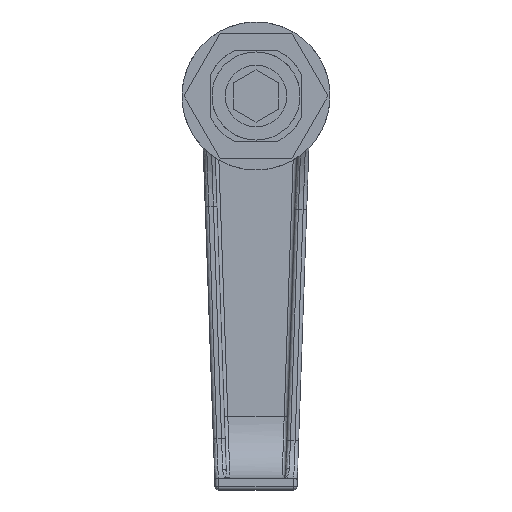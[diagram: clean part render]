
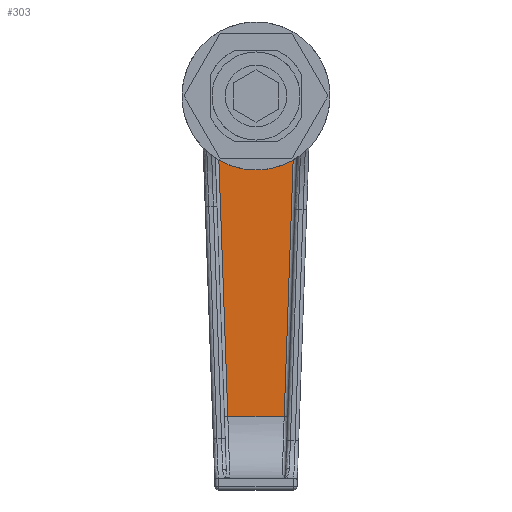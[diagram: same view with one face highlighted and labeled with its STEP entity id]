
A CAD part, front view. The second image highlights one B-rep face of the part: STEP entity #303.
In plain terms, the highlighted planar face has unit normal (0, -1, 0).
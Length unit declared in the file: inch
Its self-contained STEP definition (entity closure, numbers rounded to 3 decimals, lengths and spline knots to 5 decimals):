
#10 = LINE ( 'NONE', #6250, #4495 ) ;
#141 = PLANE ( 'NONE',  #6020 ) ;
#157 = CARTESIAN_POINT ( 'NONE',  ( 0., 1.4, -0.495 ) ) ;
#183 = CARTESIAN_POINT ( 'NONE',  ( -0.32208, 1.4, -0.37589 ) ) ;
#239 = LINE ( 'NONE', #2976, #4518 ) ;
#247 = B_SPLINE_CURVE_WITH_KNOTS ( 'NONE', 3,
 ( #1373, #2951, #3474, #2972, #3973, #4457, #5530, #1353, #871, #4977, #2991, #5565, #375, #1909, #4498, #6511, #3954, #2909, #4477, #354, #1392, #4998, #1412, #3994 ),
 .UNSPECIFIED., .F., .F.,
 ( 4, 1, 1, 1, 2, 2, 1, 1, 1, 2, 2, 1, 1, 2, 2, 4 ),
 ( 0., 0.0625, 0.09375, 0.10937, 0.11719, 0.125, 0.1875, 0.21875, 0.23438, 0.24219, 0.25, 0.3125, 0.34375, 0.35938, 0.375, 0.5 ),
 .UNSPECIFIED. ) ;
#303 = ADVANCED_FACE ( 'NONE', ( #2418 ), #141, .T. ) ;
#354 = CARTESIAN_POINT ( 'NONE',  ( 0.09812, 1.4, -0.48519 ) ) ;
#375 = CARTESIAN_POINT ( 'NONE',  ( 0.18377, 1.4, -0.45963 ) ) ;
#650 = CARTESIAN_POINT ( 'NONE',  ( -0.03803, 1.4, -0.49395 ) ) ;
#871 = CARTESIAN_POINT ( 'NONE',  ( 0.24255, 1.4, -0.43175 ) ) ;
#1117 = CARTESIAN_POINT ( 'NONE',  ( -0.30106, 1.4, -0.3939 ) ) ;
#1143 = CARTESIAN_POINT ( 'NONE',  ( -0.24403, 1.4, -0.43069 ) ) ;
#1180 = CARTESIAN_POINT ( 'NONE',  ( 0.465, 1.4, 0. ) ) ;
#1353 = CARTESIAN_POINT ( 'NONE',  ( 0.25653, 1.4, -0.42334 ) ) ;
#1373 = CARTESIAN_POINT ( 'NONE',  ( 0.32208, 1.4, -0.37589 ) ) ;
#1392 = CARTESIAN_POINT ( 'NONE',  ( 0.0945, 1.4, -0.48591 ) ) ;
#1412 = CARTESIAN_POINT ( 'NONE',  ( 0.0305, 1.4, -0.495 ) ) ;
#1594 = CARTESIAN_POINT ( 'NONE',  ( -0.32208, 1.4, -0.37589 ) ) ;
#1646 = CARTESIAN_POINT ( 'NONE',  ( -0.06445, 1.4, -0.49089 ) ) ;
#1657 = EDGE_CURVE ( 'NONE', #5537, #3983, #5079, .T. ) ;
#1670 = CARTESIAN_POINT ( 'NONE',  ( -0.08325, 1.4, -0.48796 ) ) ;
#1698 = CARTESIAN_POINT ( 'NONE',  ( -0.15233, 1.4, -0.47109 ) ) ;
#1909 = CARTESIAN_POINT ( 'NONE',  ( 0.1804, 1.4, -0.46096 ) ) ;
#2099 = VERTEX_POINT ( 'NONE', #2175 ) ;
#2103 = CARTESIAN_POINT ( 'NONE',  ( -0.2535, 1.4, -0.42517 ) ) ;
#2126 = CARTESIAN_POINT ( 'NONE',  ( -0.24874, 1.4, -0.42797 ) ) ;
#2175 = CARTESIAN_POINT ( 'NONE',  ( -0.23985, 1.4, -2.73071 ) ) ;
#2212 = CARTESIAN_POINT ( 'NONE',  ( -0.27869, 1.4, -0.41003 ) ) ;
#2364 = EDGE_CURVE ( 'NONE', #5657, #5537, #247, .T. ) ;
#2418 = FACE_OUTER_BOUND ( 'NONE', #2573, .T. ) ;
#2573 = EDGE_LOOP ( 'NONE', ( #3190, #3000, #3386, #5405, #4809 ) ) ;
#2656 = DIRECTION ( 'NONE',  ( 0.035, 0., -0.999 ) ) ;
#2679 = CARTESIAN_POINT ( 'NONE',  ( -0.01525, 1.4, -0.495 ) ) ;
#2727 = CARTESIAN_POINT ( 'NONE',  ( -0.12733, 1.4, -0.47876 ) ) ;
#2813 = VERTEX_POINT ( 'NONE', #6533 ) ;
#2909 = CARTESIAN_POINT ( 'NONE',  ( 0.11641, 1.4, -0.48122 ) ) ;
#2951 = CARTESIAN_POINT ( 'NONE',  ( 0.31157, 1.4, -0.38489 ) ) ;
#2972 = CARTESIAN_POINT ( 'NONE',  ( 0.27544, 1.4, -0.41139 ) ) ;
#2976 = CARTESIAN_POINT ( 'NONE',  ( 0.465, 1.4, -2.73071 ) ) ;
#2991 = CARTESIAN_POINT ( 'NONE',  ( 0.20049, 1.4, -0.45268 ) ) ;
#3000 = ORIENTED_EDGE ( 'NONE', *, *, #3005, .T. ) ;
#3005 = EDGE_CURVE ( 'NONE', #2099, #2813, #239, .T. ) ;
#3153 = CARTESIAN_POINT ( 'NONE',  ( -0.16471, 1.4, -0.46682 ) ) ;
#3190 = ORIENTED_EDGE ( 'NONE', *, *, #4047, .T. ) ;
#3194 = CARTESIAN_POINT ( 'NONE',  ( -0.07573, 1.4, -0.48919 ) ) ;
#3236 = DIRECTION ( 'NONE',  ( 0., 0., -1. ) ) ;
#3253 = CARTESIAN_POINT ( 'NONE',  ( -0.25186, 1.4, -0.42614 ) ) ;
#3384 = LINE ( 'NONE', #183, #3609 ) ;
#3386 = ORIENTED_EDGE ( 'NONE', *, *, #6069, .T. ) ;
#3474 = CARTESIAN_POINT ( 'NONE',  ( 0.29531, 1.4, -0.39769 ) ) ;
#3609 = VECTOR ( 'NONE', #2656, 39.37008 ) ;
#3741 = DIRECTION ( 'NONE',  ( 0., -1., 0. ) ) ;
#3810 = CARTESIAN_POINT ( 'NONE',  ( 0., 1.4, -0.495 ) ) ;
#3954 = CARTESIAN_POINT ( 'NONE',  ( 0.14173, 1.4, -0.47469 ) ) ;
#3973 = CARTESIAN_POINT ( 'NONE',  ( 0.26529, 1.4, -0.41794 ) ) ;
#3983 = VERTEX_POINT ( 'NONE', #5349 ) ;
#3994 = CARTESIAN_POINT ( 'NONE',  ( 0., 1.4, -0.495 ) ) ;
#4047 = EDGE_CURVE ( 'NONE', #3983, #2099, #3384, .T. ) ;
#4457 = CARTESIAN_POINT ( 'NONE',  ( 0.26088, 1.4, -0.42067 ) ) ;
#4477 = CARTESIAN_POINT ( 'NONE',  ( 0.10545, 1.4, -0.48365 ) ) ;
#4495 = VECTOR ( 'NONE', #5790, 39.37008 ) ;
#4498 = CARTESIAN_POINT ( 'NONE',  ( 0.17876, 1.4, -0.4616 ) ) ;
#4518 = VECTOR ( 'NONE', #5127, 39.37008 ) ;
#4694 = CARTESIAN_POINT ( 'NONE',  ( -0.19056, 1.4, -0.45708 ) ) ;
#4716 = CARTESIAN_POINT ( 'NONE',  ( -0.16999, 1.4, -0.4649 ) ) ;
#4797 = CARTESIAN_POINT ( 'NONE',  ( -0.10549, 1.4, -0.48386 ) ) ;
#4809 = ORIENTED_EDGE ( 'NONE', *, *, #1657, .T. ) ;
#4977 = CARTESIAN_POINT ( 'NONE',  ( 0.22348, 1.4, -0.4421 ) ) ;
#4998 = CARTESIAN_POINT ( 'NONE',  ( 0.06078, 1.4, -0.4922 ) ) ;
#5079 = B_SPLINE_CURVE_WITH_KNOTS ( 'NONE', 3,
 ( #157, #2679, #650, #1646, #3194, #1670, #6235, #4797, #2727, #1698, #3153, #4716, #5322, #5237, #4694, #5220, #5292, #1143, #2126, #3253, #2103, #2212, #1117, #1594 ),
 .UNSPECIFIED., .F., .F.,
 ( 4, 1, 1, 2, 2, 1, 1, 1, 2, 2, 1, 1, 1, 2, 2, 4 ),
 ( 0.5, 0.5625, 0.59375, 0.60938, 0.625, 0.6875, 0.71875, 0.73438, 0.74219, 0.75, 0.8125, 0.84375, 0.85938, 0.86719, 0.875, 1. ),
 .UNSPECIFIED. ) ;
#5127 = DIRECTION ( 'NONE',  ( 1., 0., 0. ) ) ;
#5220 = CARTESIAN_POINT ( 'NONE',  ( -0.21046, 1.4, -0.44844 ) ) ;
#5237 = CARTESIAN_POINT ( 'NONE',  ( -0.17532, 1.4, -0.46292 ) ) ;
#5292 = CARTESIAN_POINT ( 'NONE',  ( -0.23296, 1.4, -0.43686 ) ) ;
#5322 = CARTESIAN_POINT ( 'NONE',  ( -0.17351, 1.4, -0.4636 ) ) ;
#5349 = CARTESIAN_POINT ( 'NONE',  ( -0.32208, 1.4, -0.37589 ) ) ;
#5405 = ORIENTED_EDGE ( 'NONE', *, *, #2364, .T. ) ;
#5530 = CARTESIAN_POINT ( 'NONE',  ( 0.25794, 1.4, -0.42249 ) ) ;
#5537 = VERTEX_POINT ( 'NONE', #3810 ) ;
#5565 = CARTESIAN_POINT ( 'NONE',  ( 0.18881, 1.4, -0.4576 ) ) ;
#5657 = VERTEX_POINT ( 'NONE', #6481 ) ;
#5790 = DIRECTION ( 'NONE',  ( 0.035, 0., 0.999 ) ) ;
#6020 = AXIS2_PLACEMENT_3D ( 'NONE', #1180, #3741, #3236 ) ;
#6069 = EDGE_CURVE ( 'NONE', #2813, #5657, #10, .T. ) ;
#6235 = CARTESIAN_POINT ( 'NONE',  ( -0.08707, 1.4, -0.4873 ) ) ;
#6250 = CARTESIAN_POINT ( 'NONE',  ( 0.23985, 1.4, -2.73071 ) ) ;
#6481 = CARTESIAN_POINT ( 'NONE',  ( 0.32208, 1.4, -0.37589 ) ) ;
#6511 = CARTESIAN_POINT ( 'NONE',  ( 0.16301, 1.4, -0.46763 ) ) ;
#6533 = CARTESIAN_POINT ( 'NONE',  ( 0.23985, 1.4, -2.73071 ) ) ;
